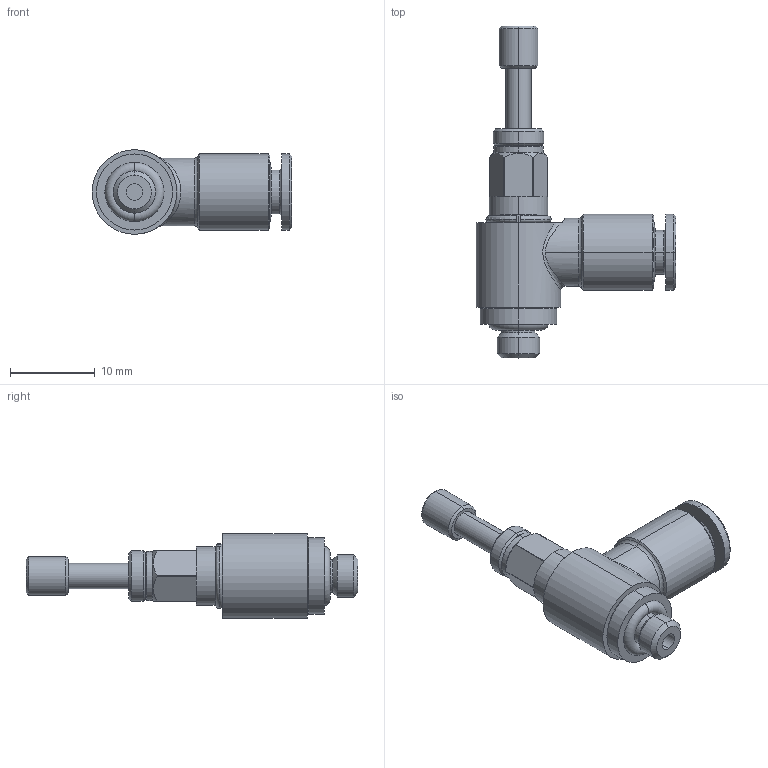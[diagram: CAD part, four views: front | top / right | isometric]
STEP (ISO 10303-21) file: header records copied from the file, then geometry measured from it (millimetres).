
FILE_DESCRIPTION (( 'STEP AP203' ), '1' );
FILE_NAME ('04310B10.STEP', '2010-04-29T15:21:01', ( '' ), ( 'sopra-pneumatic' ), 'SwSTEP 2.0', 'SolidWorks 2009', '' );
FILE_SCHEMA (( 'CONFIG_CONTROL_DESIGN' ));
Length unit declared in the file: millimetre
Products named in the file (1): 04310B10
Bounding box: 23.6 x 39.25 x 10 mm (x, y, z)
Volume: 2071.9 mm3; surface area: 1755.3 mm2
Topology: 2 solids, 4 shells, 108 faces, 226 edges, 138 vertices
Faces by surface type: cylinder 38, cone 32, plane 31, torus 6, bspline 1
Entity records: 3754 total; most frequent: CARTESIAN_POINT 1320, DIRECTION 537, ORIENTED_EDGE 452, EDGE_CURVE 226, AXIS2_PLACEMENT_3D 225, VERTEX_POINT 138, EDGE_LOOP 120, CIRCLE 117
